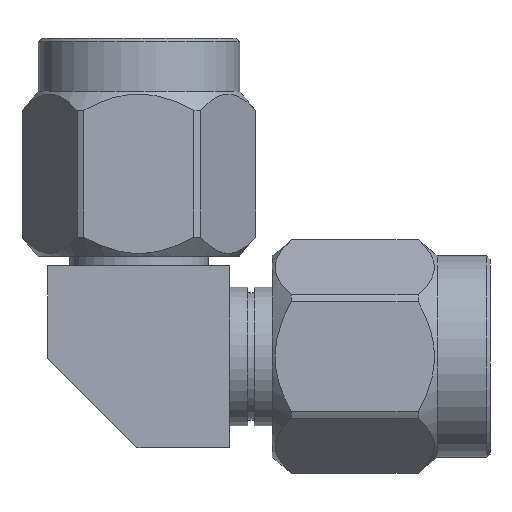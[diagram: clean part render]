
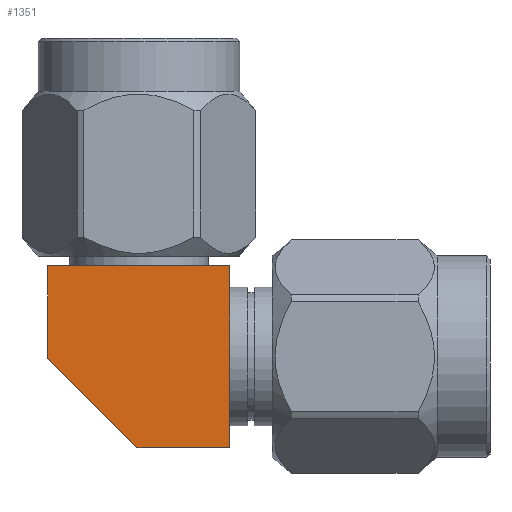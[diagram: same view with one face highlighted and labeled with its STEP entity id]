
A CAD part, front view. The second image highlights one B-rep face of the part: STEP entity #1351.
In plain terms, the highlighted planar face has unit normal (0, -1, 0).
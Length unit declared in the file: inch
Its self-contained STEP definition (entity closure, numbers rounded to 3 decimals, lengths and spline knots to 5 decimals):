
#147 = FACE_OUTER_BOUND ( 'NONE', #2964, .T. ) ;
#160 = EDGE_CURVE ( 'NONE', #1265, #4034, #3497, .T. ) ;
#198 = VECTOR ( 'NONE', #3807, 39.37008 ) ;
#208 = CARTESIAN_POINT ( 'NONE',  ( -0.1378, -0.1378, -0.1378 ) ) ;
#213 = CARTESIAN_POINT ( 'NONE',  ( 0.1378, -0.1378, 0.1378 ) ) ;
#433 = ORIENTED_EDGE ( 'NONE', *, *, #674, .F. ) ;
#492 = PLANE ( 'NONE',  #1503 ) ;
#674 = EDGE_CURVE ( 'NONE', #2421, #4034, #2145, .T. ) ;
#846 = ORIENTED_EDGE ( 'NONE', *, *, #2446, .T. ) ;
#1069 = DIRECTION ( 'NONE',  ( 0., 0., -1. ) ) ;
#1088 = CARTESIAN_POINT ( 'NONE',  ( -0.1378, -0.1378, -0.0028 ) ) ;
#1092 = VERTEX_POINT ( 'NONE', #3439 ) ;
#1148 = CARTESIAN_POINT ( 'NONE',  ( 0.1378, -0.1378, -0.1378 ) ) ;
#1160 = DIRECTION ( 'NONE',  ( 0., 0., 1. ) ) ;
#1177 = EDGE_CURVE ( 'NONE', #2971, #1092, #2099, .T. ) ;
#1265 = VERTEX_POINT ( 'NONE', #3165 ) ;
#1351 = ADVANCED_FACE ( 'NONE', ( #147 ), #492, .F. ) ;
#1430 = CARTESIAN_POINT ( 'NONE',  ( -0.1378, -0.1378, 0.1378 ) ) ;
#1503 = AXIS2_PLACEMENT_3D ( 'NONE', #2810, #3138, #1160 ) ;
#1514 = DIRECTION ( 'NONE',  ( 0., 0., -1. ) ) ;
#1591 = ORIENTED_EDGE ( 'NONE', *, *, #1177, .T. ) ;
#1668 = VECTOR ( 'NONE', #1738, 39.37008 ) ;
#1738 = DIRECTION ( 'NONE',  ( 0.707, 0., -0.707 ) ) ;
#1781 = ORIENTED_EDGE ( 'NONE', *, *, #2945, .F. ) ;
#1992 = VECTOR ( 'NONE', #1514, 39.37008 ) ;
#2066 = CARTESIAN_POINT ( 'NONE',  ( -0.1378, -0.1378, 0.1378 ) ) ;
#2099 = LINE ( 'NONE', #2066, #2411 ) ;
#2124 = LINE ( 'NONE', #2475, #2445 ) ;
#2145 = LINE ( 'NONE', #213, #1992 ) ;
#2411 = VECTOR ( 'NONE', #1069, 39.37008 ) ;
#2421 = VERTEX_POINT ( 'NONE', #3070 ) ;
#2445 = VECTOR ( 'NONE', #2812, 39.37008 ) ;
#2446 = EDGE_CURVE ( 'NONE', #1092, #1265, #2662, .T. ) ;
#2475 = CARTESIAN_POINT ( 'NONE',  ( -0.1378, -0.1378, 0.1378 ) ) ;
#2662 = LINE ( 'NONE', #1088, #1668 ) ;
#2670 = ORIENTED_EDGE ( 'NONE', *, *, #160, .T. ) ;
#2810 = CARTESIAN_POINT ( 'NONE',  ( -0.1378, -0.1378, 0.1378 ) ) ;
#2812 = DIRECTION ( 'NONE',  ( 1., 0., 0. ) ) ;
#2945 = EDGE_CURVE ( 'NONE', #2971, #2421, #2124, .T. ) ;
#2964 = EDGE_LOOP ( 'NONE', ( #1591, #846, #2670, #433, #1781 ) ) ;
#2971 = VERTEX_POINT ( 'NONE', #1430 ) ;
#3070 = CARTESIAN_POINT ( 'NONE',  ( 0.1378, -0.1378, 0.1378 ) ) ;
#3138 = DIRECTION ( 'NONE',  ( 0., 1., 0. ) ) ;
#3165 = CARTESIAN_POINT ( 'NONE',  ( -0.0028, -0.1378, -0.1378 ) ) ;
#3439 = CARTESIAN_POINT ( 'NONE',  ( -0.1378, -0.1378, -0.0028 ) ) ;
#3497 = LINE ( 'NONE', #208, #198 ) ;
#3807 = DIRECTION ( 'NONE',  ( 1., 0., 0. ) ) ;
#4034 = VERTEX_POINT ( 'NONE', #1148 ) ;
